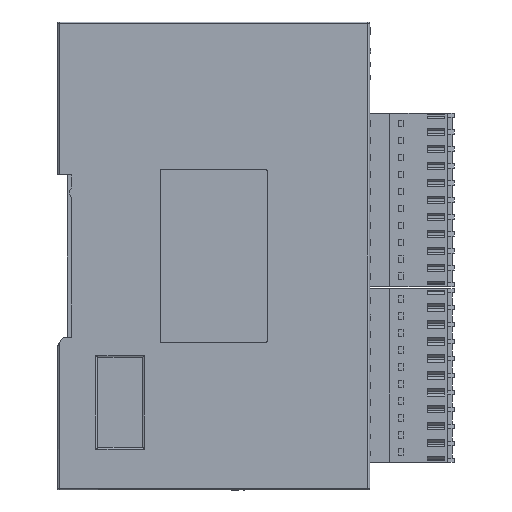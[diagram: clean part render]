
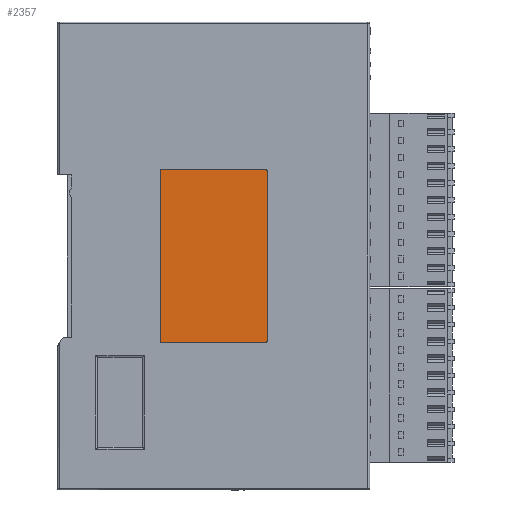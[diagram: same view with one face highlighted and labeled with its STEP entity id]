
A CAD part, left-side view. The second image highlights one B-rep face of the part: STEP entity #2357.
In plain terms, the highlighted planar face has unit normal (-1, 0, 0).
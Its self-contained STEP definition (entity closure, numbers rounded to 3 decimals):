
#548=(
BOUNDED_CURVE()
B_SPLINE_CURVE(2,(#47026,#47027,#47028),.UNSPECIFIED.,.F.,.F.)
B_SPLINE_CURVE_WITH_KNOTS((3,3),(0.,1.),.UNSPECIFIED.)
CURVE()
GEOMETRIC_REPRESENTATION_ITEM()
RATIONAL_B_SPLINE_CURVE((1.,0.707,1.))
REPRESENTATION_ITEM('')
);
#550=(
BOUNDED_CURVE()
B_SPLINE_CURVE(2,(#47040,#47041,#47042),.UNSPECIFIED.,.F.,.F.)
B_SPLINE_CURVE_WITH_KNOTS((3,3),(0.,1.),.UNSPECIFIED.)
CURVE()
GEOMETRIC_REPRESENTATION_ITEM()
RATIONAL_B_SPLINE_CURVE((1.,0.707,1.))
REPRESENTATION_ITEM('')
);
#552=(
BOUNDED_CURVE()
B_SPLINE_CURVE(2,(#47060,#47061,#47062),.UNSPECIFIED.,.F.,.F.)
B_SPLINE_CURVE_WITH_KNOTS((3,3),(0.,1.),.UNSPECIFIED.)
CURVE()
GEOMETRIC_REPRESENTATION_ITEM()
RATIONAL_B_SPLINE_CURVE((1.,0.707,1.))
REPRESENTATION_ITEM('')
);
#554=(
BOUNDED_CURVE()
B_SPLINE_CURVE(2,(#47072,#47073,#47074),.UNSPECIFIED.,.F.,.F.)
B_SPLINE_CURVE_WITH_KNOTS((3,3),(0.,1.),.UNSPECIFIED.)
CURVE()
GEOMETRIC_REPRESENTATION_ITEM()
RATIONAL_B_SPLINE_CURVE((1.,0.707,1.))
REPRESENTATION_ITEM('')
);
#2357=ADVANCED_FACE('',(#4109),#29530,.T.);
#4109=FACE_OUTER_BOUND('',#6016,.T.);
#6016=EDGE_LOOP('',(#14027,#14028,#14029,#14030,#14031,#14032,#14033,#14034));
#14027=ORIENTED_EDGE('',*,*,#19072,.F.);
#14028=ORIENTED_EDGE('',*,*,#19059,.F.);
#14029=ORIENTED_EDGE('',*,*,#19052,.F.);
#14030=ORIENTED_EDGE('',*,*,#19053,.F.);
#14031=ORIENTED_EDGE('',*,*,#19058,.F.);
#14032=ORIENTED_EDGE('',*,*,#19062,.F.);
#14033=ORIENTED_EDGE('',*,*,#19067,.F.);
#14034=ORIENTED_EDGE('',*,*,#19068,.F.);
#19052=EDGE_CURVE('',#27372,#27369,#548,.T.);
#19053=EDGE_CURVE('',#27373,#27372,#23642,.T.);
#19058=EDGE_CURVE('',#27376,#27373,#550,.T.);
#19059=EDGE_CURVE('',#27369,#27377,#23646,.T.);
#19062=EDGE_CURVE('',#27379,#27376,#23649,.T.);
#19067=EDGE_CURVE('',#27382,#27379,#552,.T.);
#19068=EDGE_CURVE('',#27383,#27382,#23653,.T.);
#19072=EDGE_CURVE('',#27377,#27383,#554,.T.);
#23642=B_SPLINE_CURVE_WITH_KNOTS('',1,(#47029,#47030),.UNSPECIFIED.,.F.,
 .F.,(2,2),(0.,23.),.UNSPECIFIED.);
#23646=B_SPLINE_CURVE_WITH_KNOTS('',1,(#47043,#47044),.UNSPECIFIED.,.F.,
 .F.,(2,2),(0.,38.),.UNSPECIFIED.);
#23649=B_SPLINE_CURVE_WITH_KNOTS('',1,(#47049,#47050),.UNSPECIFIED.,.F.,
 .F.,(2,2),(0.,38.),.UNSPECIFIED.);
#23653=B_SPLINE_CURVE_WITH_KNOTS('',1,(#47063,#47064),.UNSPECIFIED.,.F.,
 .F.,(2,2),(0.,23.),.UNSPECIFIED.);
#27369=VERTEX_POINT('',#39440);
#27372=VERTEX_POINT('',#39443);
#27373=VERTEX_POINT('',#39444);
#27376=VERTEX_POINT('',#39447);
#27377=VERTEX_POINT('',#39448);
#27379=VERTEX_POINT('',#39450);
#27382=VERTEX_POINT('',#39453);
#27383=VERTEX_POINT('',#39454);
#29530=PLANE('',#31248);
#31248=AXIS2_PLACEMENT_3D('',#37304,#32882,$);
#32882=DIRECTION('',(-1.,0.,0.));
#37304=CARTESIAN_POINT('',(-12.046,-71.468,-22.221));
#39440=CARTESIAN_POINT('',(-12.046,-97.88,20.191));
#39443=CARTESIAN_POINT('',(-12.046,-97.38,20.691));
#39444=CARTESIAN_POINT('',(-12.046,-74.38,20.691));
#39447=CARTESIAN_POINT('',(-12.046,-73.88,20.191));
#39448=CARTESIAN_POINT('',(-12.046,-97.88,-17.809));
#39450=CARTESIAN_POINT('',(-12.046,-73.88,-17.809));
#39453=CARTESIAN_POINT('',(-12.046,-74.38,-18.309));
#39454=CARTESIAN_POINT('',(-12.046,-97.38,-18.309));
#47026=CARTESIAN_POINT('',(-12.046,-97.38,20.691));
#47027=CARTESIAN_POINT('',(-12.046,-97.88,20.691));
#47028=CARTESIAN_POINT('',(-12.046,-97.88,20.191));
#47029=CARTESIAN_POINT('',(-12.046,-74.38,20.691));
#47030=CARTESIAN_POINT('',(-12.046,-97.38,20.691));
#47040=CARTESIAN_POINT('',(-12.046,-73.88,20.191));
#47041=CARTESIAN_POINT('',(-12.046,-73.88,20.691));
#47042=CARTESIAN_POINT('',(-12.046,-74.38,20.691));
#47043=CARTESIAN_POINT('',(-12.046,-97.88,20.191));
#47044=CARTESIAN_POINT('',(-12.046,-97.88,-17.809));
#47049=CARTESIAN_POINT('',(-12.046,-73.88,-17.809));
#47050=CARTESIAN_POINT('',(-12.046,-73.88,20.191));
#47060=CARTESIAN_POINT('',(-12.046,-74.38,-18.309));
#47061=CARTESIAN_POINT('',(-12.046,-73.88,-18.309));
#47062=CARTESIAN_POINT('',(-12.046,-73.88,-17.809));
#47063=CARTESIAN_POINT('',(-12.046,-97.38,-18.309));
#47064=CARTESIAN_POINT('',(-12.046,-74.38,-18.309));
#47072=CARTESIAN_POINT('',(-12.046,-97.88,-17.809));
#47073=CARTESIAN_POINT('',(-12.046,-97.88,-18.309));
#47074=CARTESIAN_POINT('',(-12.046,-97.38,-18.309));
